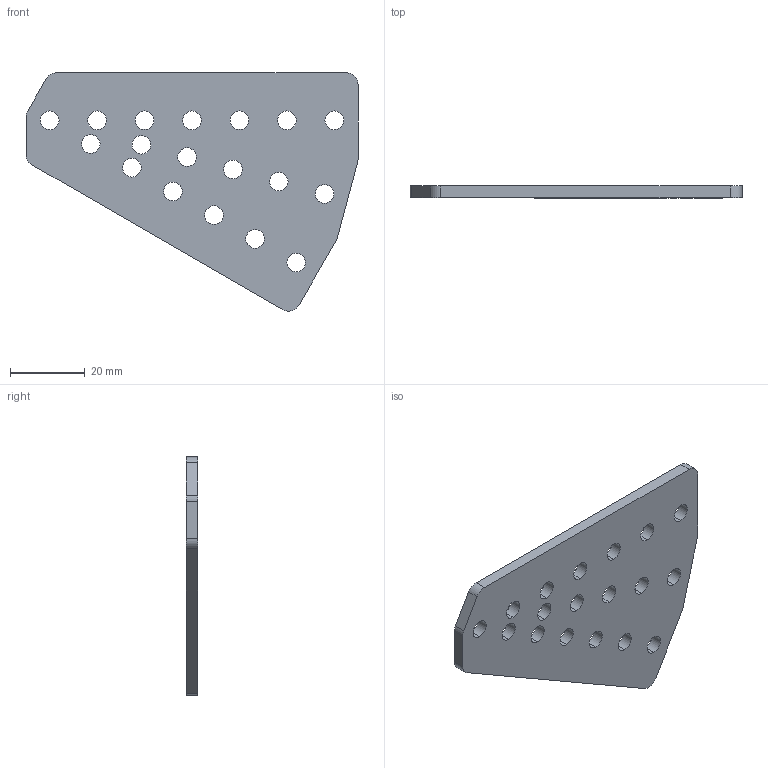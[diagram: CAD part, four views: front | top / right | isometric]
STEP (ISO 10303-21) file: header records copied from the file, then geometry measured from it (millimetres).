
FILE_DESCRIPTION (( 'STEP AP203' ), '1' );
FILE_NAME ('am-4160a 0.5IN 30 Degree Gusset.STEP', '2024-11-13T19:54:57', ( '' ), ( '' ), 'SwSTEP 2.0', 'SolidWorks 2024', '' );
FILE_SCHEMA (( 'CONFIG_CONTROL_DESIGN' ));
Length unit declared in the file: inch
Products named in the file (1): am-4160a 0.5IN 30 Degree Gusset
Bounding box: 88.9 x 3.17 x 63.81 mm (x, y, z)
Volume: 11480.3 mm3; surface area: 8938 mm2
Topology: 1 solids, 1 shells, 53 faces, 153 edges, 102 vertices
Faces by surface type: cylinder 44, plane 9
Entity records: 1946 total; most frequent: DIRECTION 349, CARTESIAN_POINT 309, ORIENTED_EDGE 306, EDGE_CURVE 153, AXIS2_PLACEMENT_3D 142, VERTEX_POINT 102, EDGE_LOOP 89, CIRCLE 88
